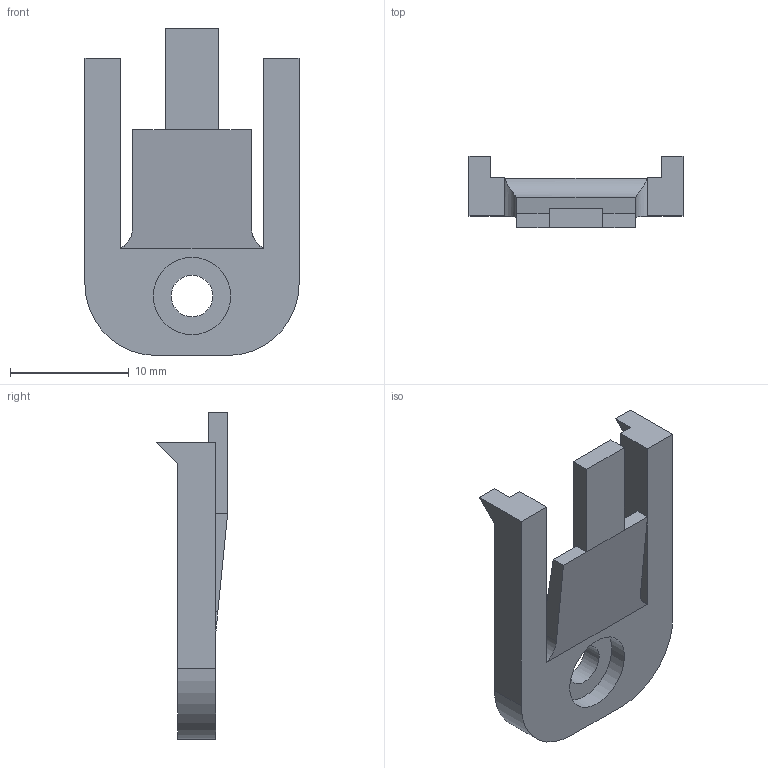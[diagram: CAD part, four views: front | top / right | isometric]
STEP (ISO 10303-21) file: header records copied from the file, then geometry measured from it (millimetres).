
FILE_DESCRIPTION(/* description */ (''),/* implementation_level */ '2;1');
FILE_NAME(/* name */ 'clip.step',/* time_stamp */ '2024-09-21T11:22:22+02:00',/* author */ (''),/* organization */ (''),/* preprocessor_version */ 'ST-DEVELOPER v20',/* originating_system */ 'Autodesk Translation Framework v13.20.0.188',/* authorisation */ '');
FILE_SCHEMA (('AUTOMOTIVE_DESIGN { 1 0 10303 214 3 1 1 }'));
Length unit declared in the file: millimetre
Products named in the file (1): clip
Bounding box: 18 x 6 x 27.5 mm (x, y, z)
Volume: 937.3 mm3; surface area: 1218.1 mm2
Topology: 1 solids, 1 shells, 32 faces, 81 edges, 52 vertices
Faces by surface type: plane 25, cylinder 7
Full cylindrical faces by diameter (mm): 3.5 x1, 6.5 x1
Entity records: 1010 total; most frequent: CARTESIAN_POINT 187, ORIENTED_EDGE 162, DIRECTION 157, EDGE_CURVE 81, LINE 67, VECTOR 67, VERTEX_POINT 52, AXIS2_PLACEMENT_3D 45
